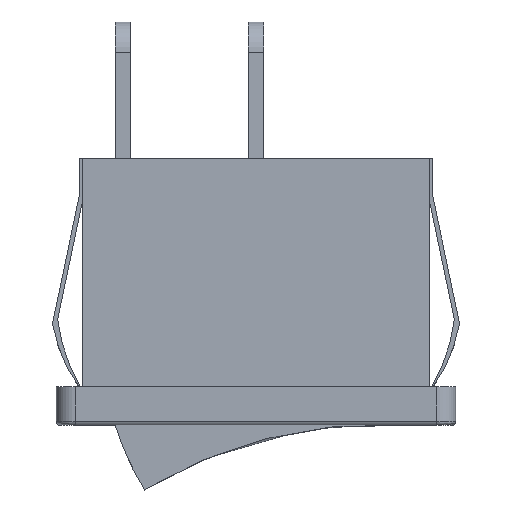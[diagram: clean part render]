
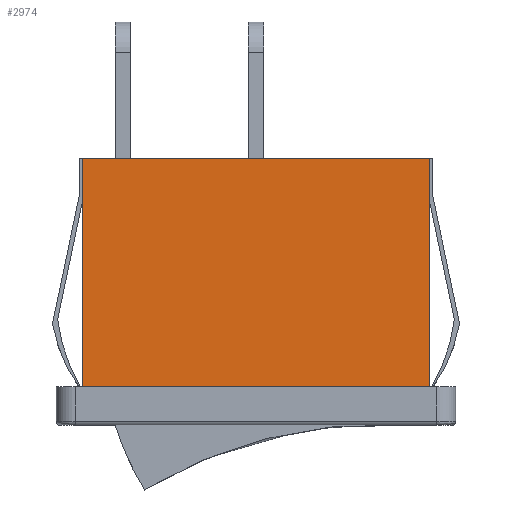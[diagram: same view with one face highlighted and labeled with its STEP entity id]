
A CAD part, top view. The second image highlights one B-rep face of the part: STEP entity #2974.
In plain terms, the highlighted planar face has unit normal (0, 0, 1).
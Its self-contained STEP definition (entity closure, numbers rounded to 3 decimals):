
#190 = DIRECTION ( 'NONE',  ( -1., 0., 0. ) ) ;
#355 = LINE ( 'NONE', #1450, #5609 ) ;
#742 = CARTESIAN_POINT ( 'NONE',  ( 12.585, -18.598, 14.2 ) ) ;
#753 = FACE_OUTER_BOUND ( 'NONE', #1971, .T. ) ;
#1080 = CARTESIAN_POINT ( 'NONE',  ( 3.485, -6.598, 14.2 ) ) ;
#1450 = CARTESIAN_POINT ( 'NONE',  ( 12.585, -18.598, 14.2 ) ) ;
#1555 = VECTOR ( 'NONE', #2650, 1000. ) ;
#1843 = EDGE_CURVE ( 'NONE', #8544, #7176, #7258, .T. ) ;
#1908 = DIRECTION ( 'NONE',  ( 0., -1., 0. ) ) ;
#1971 = EDGE_LOOP ( 'NONE', ( #3198, #3677, #6123, #2242 ) ) ;
#2007 = CARTESIAN_POINT ( 'NONE',  ( -5.615, -18.598, 14.2 ) ) ;
#2196 = DIRECTION ( 'NONE',  ( 0., -1., 0. ) ) ;
#2242 = ORIENTED_EDGE ( 'NONE', *, *, #1843, .T. ) ;
#2650 = DIRECTION ( 'NONE',  ( -1., 0., 0. ) ) ;
#2974 = ADVANCED_FACE ( 'NONE', ( #753 ), #6784, .F. ) ;
#3198 = ORIENTED_EDGE ( 'NONE', *, *, #9481, .T. ) ;
#3399 = VERTEX_POINT ( 'NONE', #5835 ) ;
#3677 = ORIENTED_EDGE ( 'NONE', *, *, #6874, .F. ) ;
#3836 = EDGE_CURVE ( 'NONE', #8544, #3399, #355, .T. ) ;
#4309 = VECTOR ( 'NONE', #5298, 1000. ) ;
#4470 = CARTESIAN_POINT ( 'NONE',  ( 12.585, -6.598, 14.2 ) ) ;
#4616 = VECTOR ( 'NONE', #1908, 1000. ) ;
#4874 = LINE ( 'NONE', #742, #4309 ) ;
#5298 = DIRECTION ( 'NONE',  ( -1., 0., 0. ) ) ;
#5385 = CARTESIAN_POINT ( 'NONE',  ( -5.615, -6.598, 14.2 ) ) ;
#5609 = VECTOR ( 'NONE', #2196, 1000. ) ;
#5680 = AXIS2_PLACEMENT_3D ( 'NONE', #6106, #6140, #190 ) ;
#5685 = LINE ( 'NONE', #2007, #4616 ) ;
#5835 = CARTESIAN_POINT ( 'NONE',  ( 12.585, -18.598, 14.2 ) ) ;
#6106 = CARTESIAN_POINT ( 'NONE',  ( 12.585, -18.598, 14.2 ) ) ;
#6123 = ORIENTED_EDGE ( 'NONE', *, *, #3836, .F. ) ;
#6140 = DIRECTION ( 'NONE',  ( 0., 0., -1. ) ) ;
#6286 = CARTESIAN_POINT ( 'NONE',  ( -5.615, -18.598, 14.2 ) ) ;
#6542 = VERTEX_POINT ( 'NONE', #6286 ) ;
#6784 = PLANE ( 'NONE',  #5680 ) ;
#6874 = EDGE_CURVE ( 'NONE', #3399, #6542, #4874, .T. ) ;
#7176 = VERTEX_POINT ( 'NONE', #5385 ) ;
#7258 = LINE ( 'NONE', #1080, #1555 ) ;
#8544 = VERTEX_POINT ( 'NONE', #4470 ) ;
#9481 = EDGE_CURVE ( 'NONE', #7176, #6542, #5685, .T. ) ;
